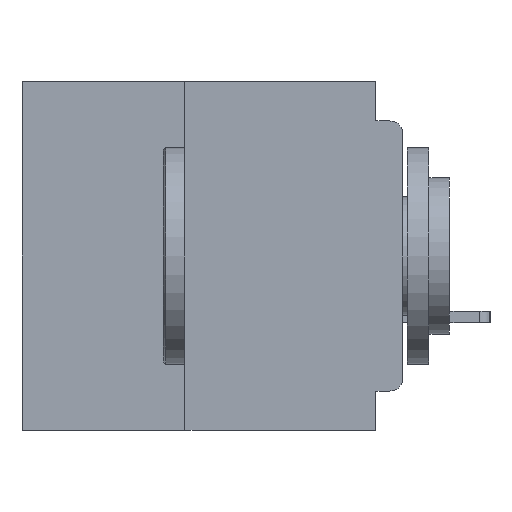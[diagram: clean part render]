
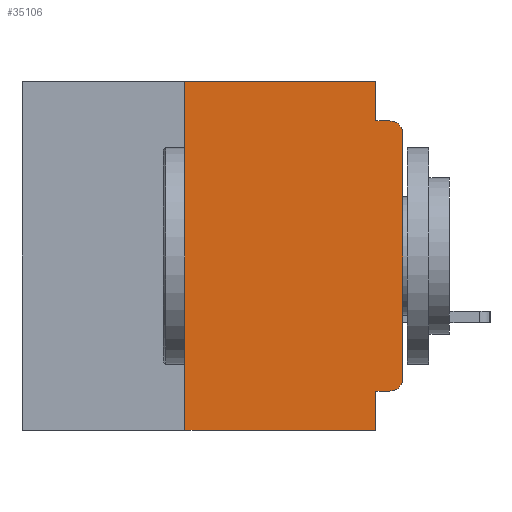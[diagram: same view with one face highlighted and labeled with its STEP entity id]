
A CAD part, left-side view. The second image highlights one B-rep face of the part: STEP entity #35106.
In plain terms, the highlighted planar face has unit normal (-1, 0, 0).
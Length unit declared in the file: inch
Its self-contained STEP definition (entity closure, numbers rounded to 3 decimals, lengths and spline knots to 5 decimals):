
#482 = CARTESIAN_POINT ( 'NONE',  ( 0., 0.25, -0.4 ) ) ;
#1501 = VERTEX_POINT ( 'NONE', #35104 ) ;
#1883 = DIRECTION ( 'NONE',  ( 0., 0., 1. ) ) ;
#3633 = AXIS2_PLACEMENT_3D ( 'NONE', #10199, #38029, #14210 ) ;
#4532 = ORIENTED_EDGE ( 'NONE', *, *, #7288, .T. ) ;
#4699 = CARTESIAN_POINT ( 'NONE',  ( 0., 0., -0.045 ) ) ;
#5843 = CARTESIAN_POINT ( 'NONE',  ( 0., 0.031, -0.355 ) ) ;
#6111 = DIRECTION ( 'NONE',  ( -1., 0., 0. ) ) ;
#6397 = FACE_OUTER_BOUND ( 'NONE', #24161, .T. ) ;
#7288 = EDGE_CURVE ( 'NONE', #1501, #10184, #24616, .T. ) ;
#7867 = CARTESIAN_POINT ( 'NONE',  ( 0., 0.25, 0. ) ) ;
#8155 = DIRECTION ( 'NONE',  ( 0., 0., -1. ) ) ;
#8266 = VECTOR ( 'NONE', #23953, 39.37008 ) ;
#8780 = ORIENTED_EDGE ( 'NONE', *, *, #40053, .F. ) ;
#9507 = CARTESIAN_POINT ( 'NONE',  ( 0., 0.031, -0.045 ) ) ;
#9590 = VECTOR ( 'NONE', #19024, 39.37008 ) ;
#10184 = VERTEX_POINT ( 'NONE', #26489 ) ;
#10199 = CARTESIAN_POINT ( 'NONE',  ( 0., 0.015, -0.34 ) ) ;
#10307 = VECTOR ( 'NONE', #28037, 39.37008 ) ;
#10399 = CARTESIAN_POINT ( 'NONE',  ( 0., 0., 0. ) ) ;
#10997 = ORIENTED_EDGE ( 'NONE', *, *, #40942, .T. ) ;
#11299 = DIRECTION ( 'NONE',  ( 0., -1., 0. ) ) ;
#11444 = ORIENTED_EDGE ( 'NONE', *, *, #28411, .T. ) ;
#11517 = DIRECTION ( 'NONE',  ( 1., 0., 0. ) ) ;
#11949 = LINE ( 'NONE', #42908, #42404 ) ;
#12389 = AXIS2_PLACEMENT_3D ( 'NONE', #23322, #11517, #39332 ) ;
#13193 = AXIS2_PLACEMENT_3D ( 'NONE', #29933, #6111, #33951 ) ;
#14210 = DIRECTION ( 'NONE',  ( 0., 0., -1. ) ) ;
#16848 = VERTEX_POINT ( 'NONE', #482 ) ;
#18659 = EDGE_CURVE ( 'NONE', #29441, #10184, #48422, .T. ) ;
#19024 = DIRECTION ( 'NONE',  ( 0., -1., 0. ) ) ;
#19376 = VERTEX_POINT ( 'NONE', #44869 ) ;
#20085 = ORIENTED_EDGE ( 'NONE', *, *, #44080, .F. ) ;
#20116 = LINE ( 'NONE', #43756, #8266 ) ;
#20152 = ORIENTED_EDGE ( 'NONE', *, *, #32290, .T. ) ;
#20192 = LINE ( 'NONE', #46828, #9590 ) ;
#22283 = LINE ( 'NONE', #33724, #32889 ) ;
#22562 = ORIENTED_EDGE ( 'NONE', *, *, #25429, .F. ) ;
#23322 = CARTESIAN_POINT ( 'NONE',  ( 0., 0.437, 0. ) ) ;
#23765 = ORIENTED_EDGE ( 'NONE', *, *, #18659, .F. ) ;
#23953 = DIRECTION ( 'NONE',  ( 0., 1., 0. ) ) ;
#24161 = EDGE_LOOP ( 'NONE', ( #10997, #4532, #23765, #20085, #34922, #22562, #11444, #8780, #31378, #20152 ) ) ;
#24616 = CIRCLE ( 'NONE', #13193, 0.015 ) ;
#24788 = VERTEX_POINT ( 'NONE', #7867 ) ;
#25429 = EDGE_CURVE ( 'NONE', #16848, #24788, #22283, .T. ) ;
#26489 = CARTESIAN_POINT ( 'NONE',  ( 0., 0.015, -0.045 ) ) ;
#27620 = LINE ( 'NONE', #10399, #36972 ) ;
#28037 = DIRECTION ( 'NONE',  ( 0., 0., -1. ) ) ;
#28187 = DIRECTION ( 'NONE',  ( 0., -1., 0. ) ) ;
#28411 = EDGE_CURVE ( 'NONE', #16848, #50573, #20192, .T. ) ;
#29441 = VERTEX_POINT ( 'NONE', #9507 ) ;
#29485 = VERTEX_POINT ( 'NONE', #5843 ) ;
#29933 = CARTESIAN_POINT ( 'NONE',  ( 0., 0.015, -0.06 ) ) ;
#31378 = ORIENTED_EDGE ( 'NONE', *, *, #47272, .F. ) ;
#32290 = EDGE_CURVE ( 'NONE', #48333, #32377, #34092, .T. ) ;
#32377 = VERTEX_POINT ( 'NONE', #38542 ) ;
#32889 = VECTOR ( 'NONE', #1883, 39.37008 ) ;
#33724 = CARTESIAN_POINT ( 'NONE',  ( 0., 0.25, -0.4 ) ) ;
#33951 = DIRECTION ( 'NONE',  ( 0., 0., -1. ) ) ;
#34092 = CIRCLE ( 'NONE', #3633, 0.015 ) ;
#34922 = ORIENTED_EDGE ( 'NONE', *, *, #35660, .F. ) ;
#35104 = CARTESIAN_POINT ( 'NONE',  ( 0., 0., -0.06 ) ) ;
#35106 = ADVANCED_FACE ( 'NONE', ( #6397 ), #35362, .F. ) ;
#35362 = PLANE ( 'NONE',  #12389 ) ;
#35660 = EDGE_CURVE ( 'NONE', #24788, #19376, #11949, .T. ) ;
#36026 = CARTESIAN_POINT ( 'NONE',  ( 0., 0.031, 0. ) ) ;
#36266 = CARTESIAN_POINT ( 'NONE',  ( 0., 0.015, -0.355 ) ) ;
#36972 = VECTOR ( 'NONE', #42188, 39.37008 ) ;
#37872 = VECTOR ( 'NONE', #28187, 39.37008 ) ;
#38029 = DIRECTION ( 'NONE',  ( -1., 0., 0. ) ) ;
#38512 = VECTOR ( 'NONE', #8155, 39.37008 ) ;
#38542 = CARTESIAN_POINT ( 'NONE',  ( 0., 0., -0.34 ) ) ;
#39332 = DIRECTION ( 'NONE',  ( 0., 0., -1. ) ) ;
#39346 = CARTESIAN_POINT ( 'NONE',  ( 0., 0.031, -0.4 ) ) ;
#40053 = EDGE_CURVE ( 'NONE', #29485, #50573, #42009, .T. ) ;
#40942 = EDGE_CURVE ( 'NONE', #32377, #1501, #27620, .T. ) ;
#42009 = LINE ( 'NONE', #47827, #10307 ) ;
#42188 = DIRECTION ( 'NONE',  ( 0., 0., 1. ) ) ;
#42404 = VECTOR ( 'NONE', #11299, 39.37008 ) ;
#42908 = CARTESIAN_POINT ( 'NONE',  ( 0., 0.437, 0. ) ) ;
#43756 = CARTESIAN_POINT ( 'NONE',  ( 0., 0., -0.355 ) ) ;
#44080 = EDGE_CURVE ( 'NONE', #19376, #29441, #50314, .T. ) ;
#44869 = CARTESIAN_POINT ( 'NONE',  ( 0., 0.031, 0. ) ) ;
#46828 = CARTESIAN_POINT ( 'NONE',  ( 0., 0.437, -0.4 ) ) ;
#47272 = EDGE_CURVE ( 'NONE', #48333, #29485, #20116, .T. ) ;
#47827 = CARTESIAN_POINT ( 'NONE',  ( 0., 0.031, -0.4 ) ) ;
#48333 = VERTEX_POINT ( 'NONE', #36266 ) ;
#48422 = LINE ( 'NONE', #4699, #37872 ) ;
#50314 = LINE ( 'NONE', #36026, #38512 ) ;
#50573 = VERTEX_POINT ( 'NONE', #39346 ) ;
